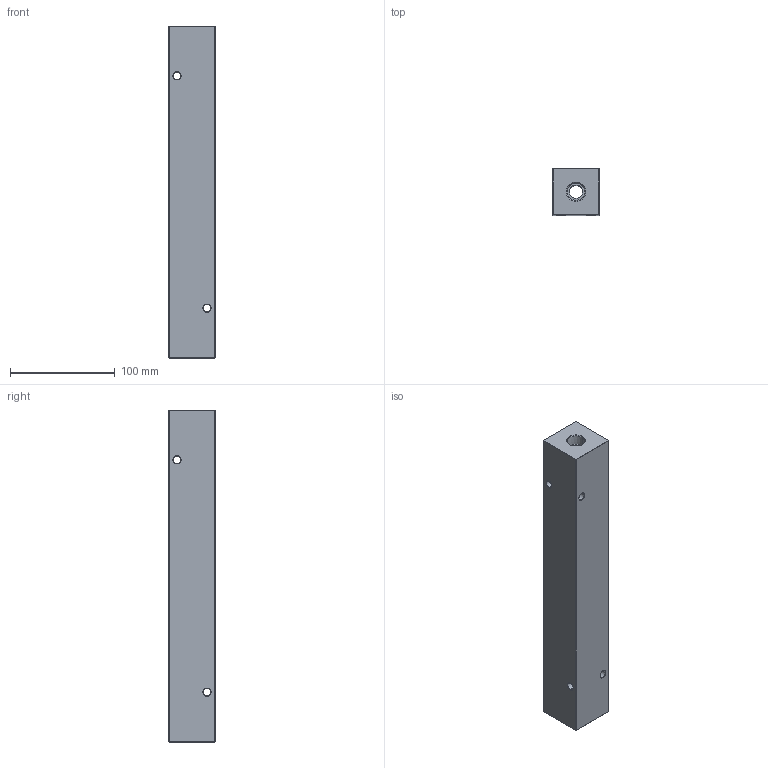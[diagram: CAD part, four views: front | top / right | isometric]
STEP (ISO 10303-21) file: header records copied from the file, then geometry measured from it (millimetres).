
FILE_DESCRIPTION (( 'STEP AP214' ), '1' );
FILE_NAME ('HM-7-0-P-6-4.STEP', '2020-02-28T16:19:30', ( '' ), ( '' ), 'SwSTEP 2.0', 'SolidWorks 2019', '' );
FILE_SCHEMA (( 'AUTOMOTIVE_DESIGN' ));
Length unit declared in the file: inch
Products named in the file (1): HM-7-0-P-6-4
Bounding box: 44.45 x 44.45 x 317.5 mm (x, y, z)
Volume: 564013.1 mm3; surface area: 79277.8 mm2
Topology: 1 solids, 1 shells, 486 faces, 1260 edges, 818 vertices
Faces by surface type: plane 248, bspline 168, cone 38, cylinder 32
Entity records: 29408 total; most frequent: CARTESIAN_POINT 12541, ORIENTED_EDGE 2520, DIRECTION 1626, EDGE_CURVE 1260, VERTEX_POINT 818, VECTOR 800, LINE 800, EDGE_LOOP 556
